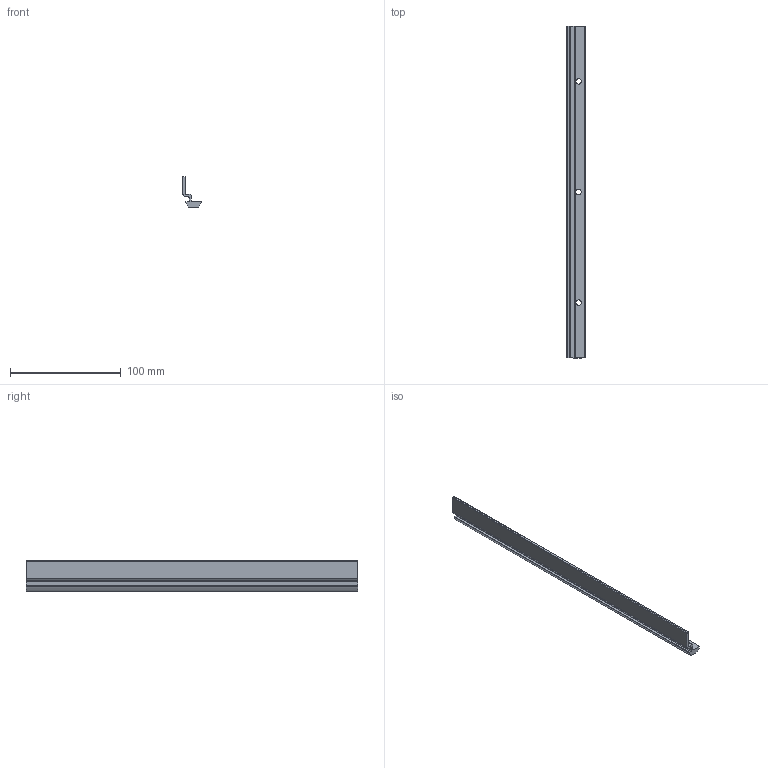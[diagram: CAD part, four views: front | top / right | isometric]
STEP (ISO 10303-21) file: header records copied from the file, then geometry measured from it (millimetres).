
FILE_DESCRIPTION(('STEP AP203'),'1');
FILE_NAME('SAFE08E1910.stp','2023-10-11T07:07:42',(' '),(' '),'Spatial InterOp 3D',' ',' ');
FILE_SCHEMA(('CONFIG_CONTROL_DESIGN'));
Length unit declared in the file: millimetre
Products named in the file (1): Profilé lisse 8 Al M6
Bounding box: 16.4 x 300 x 27.8 mm (x, y, z)
Volume: 35715.8 mm3; surface area: 26598.3 mm2
Topology: 1 solids, 1 shells, 50 faces, 153 edges, 102 vertices
Faces by surface type: cylinder 29, plane 21
Full cylindrical faces by diameter (mm): 5 x3
Entity records: 1836 total; most frequent: CARTESIAN_POINT 351, ORIENTED_EDGE 294, DIRECTION 286, EDGE_CURVE 147, AXIS2_PLACEMENT_3D 106, VERTEX_POINT 99, LINE 74, VECTOR 74
